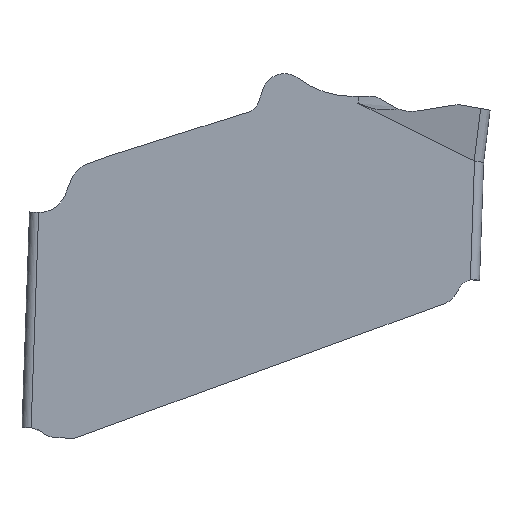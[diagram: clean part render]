
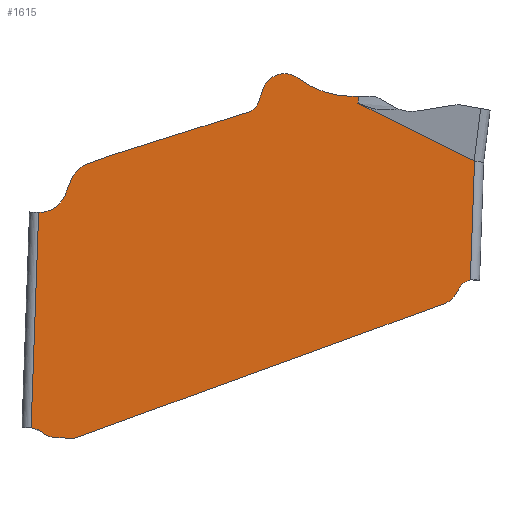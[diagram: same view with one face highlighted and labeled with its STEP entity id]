
A CAD part, left-side view. The second image highlights one B-rep face of the part: STEP entity #1615.
In plain terms, the highlighted planar face has unit normal (-1, 0, 0).
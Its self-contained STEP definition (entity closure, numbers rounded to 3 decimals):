
#111=DIRECTION('',(0.,0.035,-0.999));
#112=VECTOR('',#111,0.147);
#113=CARTESIAN_POINT('',(-0.85,2.886,0.3));
#114=LINE('',#113,#112);
#144=CARTESIAN_POINT('',(-0.85,1.171,-3.768));
#145=DIRECTION('',(-1.,0.,0.));
#146=DIRECTION('',(0.,-0.342,-0.94));
#147=AXIS2_PLACEMENT_3D('',#144,#145,#146);
#152=DIRECTION('',(0.,-0.94,0.342));
#153=VECTOR('',#152,3.118);
#154=CARTESIAN_POINT('',(-0.85,3.93,-5.304));
#155=LINE('',#154,#153);
#159=DIRECTION('',(0.,-0.94,0.342));
#160=VECTOR('',#159,1.986);
#161=CARTESIAN_POINT('',(-0.85,5.796,-5.983));
#162=LINE('',#161,#160);
#166=DIRECTION('',(0.,-0.94,0.342));
#167=VECTOR('',#166,3.519);
#168=CARTESIAN_POINT('',(-0.85,9.103,-7.187));
#169=LINE('',#168,#167);
#173=DIRECTION('',(0.,-0.999,-0.035));
#174=VECTOR('',#173,0.404);
#175=CARTESIAN_POINT('',(-0.85,9.506,-7.173));
#176=LINE('',#175,#174);
#180=CARTESIAN_POINT('',(-0.85,9.489,
-6.673));
#181=DIRECTION('',(-1.,0.,0.));
#182=DIRECTION('',(0.,0.628,-0.779));
#183=AXIS2_PLACEMENT_3D('',#180,#181,#182);
#188=CARTESIAN_POINT('',(-0.85,10.049,-6.956));
#189=CARTESIAN_POINT('',(-0.85,9.959,-6.968));
#190=CARTESIAN_POINT('',(-0.85,9.873,-7.005));
#191=CARTESIAN_POINT('',(-0.85,9.802,-7.062));
#196=CARTESIAN_POINT('',(-0.85,9.863,
-1.637));
#197=DIRECTION('',(1.,0.,0.));
#198=DIRECTION('',(0.,-0.927,-0.375));
#199=AXIS2_PLACEMENT_3D('',#196,#197,#198);
#204=DIRECTION('',(0.,0.375,-0.927));
#205=VECTOR('',#204,0.374);
#206=CARTESIAN_POINT('',(-0.85,9.167,-1.515));
#207=LINE('',#206,#205);
#211=CARTESIAN_POINT('',(-0.85,8.61,
-1.74));
#212=DIRECTION('',(-1.,0.,0.));
#213=DIRECTION('',(0.,0.342,0.94));
#214=AXIS2_PLACEMENT_3D('',#211,#212,#213);
#219=DIRECTION('',(0.,0.94,-0.342));
#220=VECTOR('',#219,0.515);
#221=CARTESIAN_POINT('',(-0.85,8.332,-1.));
#222=LINE('',#221,#220);
#226=CARTESIAN_POINT('',(-0.85,8.161,
-1.47));
#227=DIRECTION('',(-1.,0.,0.));
#228=DIRECTION('',(0.,0.301,0.954));
#229=AXIS2_PLACEMENT_3D('',#226,#227,#228);
#234=DIRECTION('',(0.,0.954,-0.301));
#235=VECTOR('',#234,3.21);
#236=CARTESIAN_POINT('',(-0.85,5.25,
-0.028));
#237=LINE('',#236,#235);
#241=CARTESIAN_POINT('',(-0.85,5.325,
0.211));
#242=DIRECTION('',(1.,0.,0.));
#243=DIRECTION('',(0.,-0.94,-0.342));
#244=AXIS2_PLACEMENT_3D('',#241,#242,#243);
#249=DIRECTION('',(0.,0.342,-0.94));
#250=VECTOR('',#249,0.372);
#251=CARTESIAN_POINT('',(-0.85,4.963,
0.474));
#252=LINE('',#251,#250);
#256=CARTESIAN_POINT('',(-0.85,4.498,
0.305));
#257=DIRECTION('',(-1.,0.,0.));
#258=DIRECTION('',(0.,-0.601,0.8));
#259=AXIS2_PLACEMENT_3D('',#256,#257,#258);
#264=CARTESIAN_POINT('',(-0.85,3.,2.3));
#265=DIRECTION('',(1.,0.,0.));
#266=DIRECTION('',(0.,0.,-1.));
#267=AXIS2_PLACEMENT_3D('',#264,#265,#266);
#272=DIRECTION('',(0.,1.,0.));
#273=VECTOR('',#272,0.114);
#274=CARTESIAN_POINT('',(-0.85,2.886,0.3));
#275=LINE('',#274,#273);
#279=DIRECTION('',(0.,0.895,0.445));
#280=VECTOR('',#279,2.844);
#281=CARTESIAN_POINT('',(-0.85,0.345,-1.113));
#282=LINE('',#281,#280);
#286=CARTESIAN_POINT('',(-0.85,0.39,
-4.016));
#287=DIRECTION('',(1.,0.,0.));
#288=DIRECTION('',(0.,0.866,0.5));
#289=AXIS2_PLACEMENT_3D('',#286,#287,#288);
#294=DIRECTION('',(0.,-0.5,0.866));
#295=VECTOR('',#294,0.176);
#296=CARTESIAN_POINT('',(-0.85,0.738,-4.018));
#297=LINE('',#296,#295);
#579=DIRECTION('',(0.,0.035,-0.999));
#580=VECTOR('',#579,2.606);
#581=CARTESIAN_POINT('',(-0.85,0.339,
-1.114));
#582=LINE('',#581,#580);
#774=CARTESIAN_POINT('',(-0.85,0.345,-1.113));
#775=CARTESIAN_POINT('',(-0.85,0.344,-1.113));
#776=CARTESIAN_POINT('',(-0.85,0.343,
-1.114));
#777=CARTESIAN_POINT('',(-0.85,0.341,
-1.114));
#778=CARTESIAN_POINT('',(-0.85,0.34,
-1.114));
#779=CARTESIAN_POINT('',(-0.85,0.339,
-1.114));
#947=CARTESIAN_POINT('',(-0.85,2.886,0.3));
#1069=DIRECTION('',(0.,-0.035,0.999));
#1070=VECTOR('',#1069,4.722);
#1071=CARTESIAN_POINT('',(-0.85,10.049,-6.956));
#1072=LINE('',#1071,#1070);
#1247=VERTEX_POINT('',#947);
#1251=CARTESIAN_POINT('',(-0.85,3.,0.3));
#1252=VERTEX_POINT('',#1251);
#1253=CARTESIAN_POINT('',(-0.85,1.,-4.238));
#1254=CARTESIAN_POINT('',(-0.85,0.738,-4.018));
#1255=VERTEX_POINT('',#1253);
#1256=VERTEX_POINT('',#1254);
#1257=CARTESIAN_POINT('',(-0.85,0.65,-3.866));
#1258=VERTEX_POINT('',#1257);
#1259=CARTESIAN_POINT('',(-0.85,0.43,-3.718));
#1260=VERTEX_POINT('',#1259);
#1261=CARTESIAN_POINT('',(-0.85,0.339,
-1.114));
#1262=VERTEX_POINT('',#1261);
#1263=VERTEX_POINT('',#774);
#1264=CARTESIAN_POINT('',(-0.85,2.891,
0.153));
#1265=VERTEX_POINT('',#1264);
#1266=CARTESIAN_POINT('',(-0.85,4.201,
0.701));
#1267=VERTEX_POINT('',#1266);
#1268=CARTESIAN_POINT('',(-0.85,4.963,
0.474));
#1269=VERTEX_POINT('',#1268);
#1270=CARTESIAN_POINT('',(-0.85,5.09,0.125));
#1271=VERTEX_POINT('',#1270);
#1272=CARTESIAN_POINT('',(-0.85,5.25,
-0.028));
#1273=VERTEX_POINT('',#1272);
#1274=CARTESIAN_POINT('',(-0.85,8.311,
-0.993));
#1275=VERTEX_POINT('',#1274);
#1276=CARTESIAN_POINT('',(-0.85,8.332,-1.));
#1277=VERTEX_POINT('',#1276);
#1278=CARTESIAN_POINT('',(-0.85,8.816,-1.176));
#1279=VERTEX_POINT('',#1278);
#1280=CARTESIAN_POINT('',(-0.85,9.167,
-1.515));
#1281=VERTEX_POINT('',#1280);
#1282=CARTESIAN_POINT('',(-0.85,9.307,-1.862));
#1283=VERTEX_POINT('',#1282);
#1284=CARTESIAN_POINT('',(-0.85,9.884,
-2.237));
#1285=VERTEX_POINT('',#1284);
#1286=CARTESIAN_POINT('',(-0.85,10.049,-6.956));
#1287=VERTEX_POINT('',#1286);
#1288=VERTEX_POINT('',#191);
#1289=CARTESIAN_POINT('',(-0.85,9.506,
-7.173));
#1290=VERTEX_POINT('',#1289);
#1291=CARTESIAN_POINT('',(-0.85,9.103,-7.187));
#1292=VERTEX_POINT('',#1291);
#1293=CARTESIAN_POINT('',(-0.85,5.796,-5.983));
#1294=VERTEX_POINT('',#1293);
#1295=CARTESIAN_POINT('',(-0.85,3.93,-5.304));
#1296=VERTEX_POINT('',#1295);
#1560=CARTESIAN_POINT('',(-0.85,9.772,0.966));
#1561=DIRECTION('',(-1.,0.,0.));
#1562=DIRECTION('',(0.,0.999,0.035));
#1563=AXIS2_PLACEMENT_3D('',#1560,#1561,#1562);
#1564=PLANE('',#1563);
#1566=ORIENTED_EDGE('',*,*,#1565,.F.);
#1568=ORIENTED_EDGE('',*,*,#1567,.F.);
#1570=ORIENTED_EDGE('',*,*,#1569,.F.);
#1572=ORIENTED_EDGE('',*,*,#1571,.F.);
#1574=ORIENTED_EDGE('',*,*,#1573,.F.);
#1576=ORIENTED_EDGE('',*,*,#1575,.F.);
#1578=ORIENTED_EDGE('',*,*,#1577,.F.);
#1580=ORIENTED_EDGE('',*,*,#1579,.T.);
#1582=ORIENTED_EDGE('',*,*,#1581,.F.);
#1584=ORIENTED_EDGE('',*,*,#1583,.F.);
#1586=ORIENTED_EDGE('',*,*,#1585,.F.);
#1588=ORIENTED_EDGE('',*,*,#1587,.F.);
#1590=ORIENTED_EDGE('',*,*,#1589,.F.);
#1592=ORIENTED_EDGE('',*,*,#1591,.F.);
#1594=ORIENTED_EDGE('',*,*,#1593,.F.);
#1596=ORIENTED_EDGE('',*,*,#1595,.F.);
#1598=ORIENTED_EDGE('',*,*,#1597,.F.);
#1600=ORIENTED_EDGE('',*,*,#1599,.F.);
#1602=ORIENTED_EDGE('',*,*,#1601,.F.);
#1603=ORIENTED_EDGE('',*,*,#1533,.T.);
#1604=ORIENTED_EDGE('',*,*,#1509,.F.);
#1606=ORIENTED_EDGE('',*,*,#1605,.T.);
#1608=ORIENTED_EDGE('',*,*,#1607,.T.);
#1610=ORIENTED_EDGE('',*,*,#1609,.F.);
#1612=ORIENTED_EDGE('',*,*,#1611,.F.);
#1613=EDGE_LOOP('',(#1566,#1568,#1570,#1572,#1574,#1576,#1578,#1580,#1582,#1584,
#1586,#1588,#1590,#1592,#1594,#1596,#1598,#1600,#1602,#1603,#1604,#1606,#1608,
#1610,#1612));
#1614=FACE_OUTER_BOUND('',#1613,.F.);
#148=CIRCLE('',#147,0.5);
#184=CIRCLE('',#183,0.5);
#192=B_SPLINE_CURVE_WITH_KNOTS('',3,(#188,#189,#190,#191),.UNSPECIFIED.,.F.,.F.,
(4,4),(0.,1.),.UNSPECIFIED.);
#200=CIRCLE('',#199,0.6);
#215=CIRCLE('',#214,0.6);
#230=CIRCLE('',#229,0.5);
#245=CIRCLE('',#244,0.25);
#260=CIRCLE('',#259,0.495);
#268=CIRCLE('',#267,2.);
#290=CIRCLE('',#289,0.3);
#780=B_SPLINE_CURVE_WITH_KNOTS('',3,(#774,#775,#776,#777,#778,#779),
.UNSPECIFIED.,.F.,.F.,(4,1,1,4),(0.,0.333,0.667,1.),
.UNSPECIFIED.);
#1509=EDGE_CURVE('',#1263,#1265,#282,.T.);
#1533=EDGE_CURVE('',#1247,#1265,#114,.T.);
#1565=EDGE_CURVE('',#1255,#1256,#148,.T.);
#1567=EDGE_CURVE('',#1296,#1255,#155,.T.);
#1569=EDGE_CURVE('',#1294,#1296,#162,.T.);
#1571=EDGE_CURVE('',#1292,#1294,#169,.T.);
#1573=EDGE_CURVE('',#1290,#1292,#176,.T.);
#1575=EDGE_CURVE('',#1288,#1290,#184,.T.);
#1577=EDGE_CURVE('',#1287,#1288,#192,.T.);
#1579=EDGE_CURVE('',#1287,#1285,#1072,.T.);
#1581=EDGE_CURVE('',#1283,#1285,#200,.T.);
#1583=EDGE_CURVE('',#1281,#1283,#207,.T.);
#1585=EDGE_CURVE('',#1279,#1281,#215,.T.);
#1587=EDGE_CURVE('',#1277,#1279,#222,.T.);
#1589=EDGE_CURVE('',#1275,#1277,#230,.T.);
#1591=EDGE_CURVE('',#1273,#1275,#237,.T.);
#1593=EDGE_CURVE('',#1271,#1273,#245,.T.);
#1595=EDGE_CURVE('',#1269,#1271,#252,.T.);
#1597=EDGE_CURVE('',#1267,#1269,#260,.T.);
#1599=EDGE_CURVE('',#1252,#1267,#268,.T.);
#1601=EDGE_CURVE('',#1247,#1252,#275,.T.);
#1605=EDGE_CURVE('',#1263,#1262,#780,.T.);
#1607=EDGE_CURVE('',#1262,#1260,#582,.T.);
#1609=EDGE_CURVE('',#1258,#1260,#290,.T.);
#1611=EDGE_CURVE('',#1256,#1258,#297,.T.);
#1615=ADVANCED_FACE('',(#1614),#1564,.T.);
